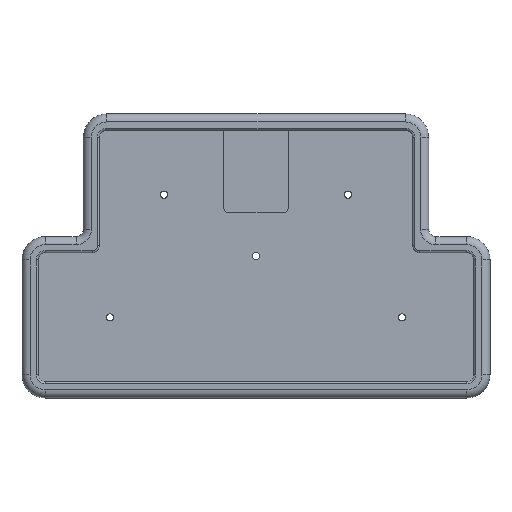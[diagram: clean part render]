
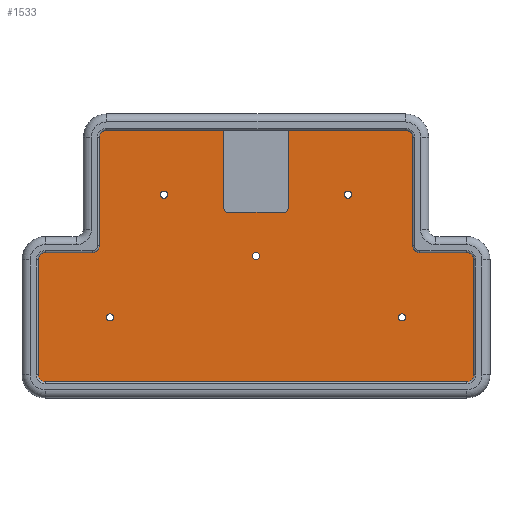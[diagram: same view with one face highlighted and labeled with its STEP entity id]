
A CAD part, top view. The second image highlights one B-rep face of the part: STEP entity #1533.
In plain terms, the highlighted planar face has unit normal (0, 0, 1).
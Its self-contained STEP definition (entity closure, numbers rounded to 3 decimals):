
#748=CARTESIAN_POINT('',(46.375,39.098,3.));
#749=VERTEX_POINT('',#748);
#766=CARTESIAN_POINT('',(-46.376,39.098,3.));
#767=VERTEX_POINT('',#766);
#774=CARTESIAN_POINT('',(-10.001,39.098,3.));
#775=VERTEX_POINT('',#774);
#776=CARTESIAN_POINT('',(-46.376,39.098,3.));
#777=DIRECTION('',(1.,0.,-0.));
#778=VECTOR('',#777,36.376);
#779=LINE('',#776,#778);
#780=EDGE_CURVE('',#767,#775,#779,.T.);
#798=CARTESIAN_POINT('',(9.999,39.098,3.));
#799=VERTEX_POINT('',#798);
#806=CARTESIAN_POINT('',(9.999,39.098,3.));
#807=DIRECTION('',(1.,0.,-0.));
#808=VECTOR('',#807,36.376);
#809=LINE('',#806,#808);
#810=EDGE_CURVE('',#799,#749,#809,.T.);
#820=CARTESIAN_POINT('',(65.425,0.998,3.));
#821=VERTEX_POINT('',#820);
#838=CARTESIAN_POINT('',(50.875,0.999,3.));
#839=VERTEX_POINT('',#838);
#846=CARTESIAN_POINT('',(65.425,0.998,3.));
#847=DIRECTION('',(-1.,0.,0.));
#848=VECTOR('',#847,14.55);
#849=LINE('',#846,#848);
#850=EDGE_CURVE('',#821,#839,#849,.T.);
#860=CARTESIAN_POINT('',(-50.876,0.999,3.));
#861=VERTEX_POINT('',#860);
#878=CARTESIAN_POINT('',(-65.425,0.998,3.));
#879=VERTEX_POINT('',#878);
#886=CARTESIAN_POINT('',(-65.425,0.998,3.));
#887=DIRECTION('',(1.,0.,0.));
#888=VECTOR('',#887,14.549);
#889=LINE('',#886,#888);
#890=EDGE_CURVE('',#879,#861,#889,.T.);
#900=CARTESIAN_POINT('',(48.625,3.249,3.));
#901=VERTEX_POINT('',#900);
#918=CARTESIAN_POINT('',(48.625,36.848,3.));
#919=VERTEX_POINT('',#918);
#926=CARTESIAN_POINT('',(48.625,3.249,3.));
#927=DIRECTION('',(0.,1.,0.));
#928=VECTOR('',#927,33.599);
#929=LINE('',#926,#928);
#930=EDGE_CURVE('',#901,#919,#929,.T.);
#940=CARTESIAN_POINT('',(-48.626,36.848,3.));
#941=VERTEX_POINT('',#940);
#958=CARTESIAN_POINT('',(-48.626,3.249,3.));
#959=VERTEX_POINT('',#958);
#966=CARTESIAN_POINT('',(-48.626,3.249,3.));
#967=DIRECTION('',(0.,1.,0.));
#968=VECTOR('',#967,33.599);
#969=LINE('',#966,#968);
#970=EDGE_CURVE('',#959,#941,#969,.T.);
#982=CARTESIAN_POINT('',(67.675,-1.252,3.));
#983=VERTEX_POINT('',#982);
#998=CARTESIAN_POINT('',(65.425,-1.252,3.));
#999=DIRECTION('',(0.,0.,1.));
#1000=DIRECTION('',(1.,0.,-0.));
#1001=AXIS2_PLACEMENT_3D('',#998,#999,#1000);
#1002=CIRCLE('',#1001,2.25);
#1003=EDGE_CURVE('',#983,#821,#1002,.T.);
#1022=CARTESIAN_POINT('',(-46.376,36.848,3.));
#1023=DIRECTION('',(0.,0.,1.));
#1024=DIRECTION('',(1.,0.,-0.));
#1025=AXIS2_PLACEMENT_3D('',#1022,#1023,#1024);
#1026=CIRCLE('',#1025,2.25);
#1027=EDGE_CURVE('',#767,#941,#1026,.T.);
#1047=CARTESIAN_POINT('',(-67.675,-1.252,3.));
#1048=VERTEX_POINT('',#1047);
#1055=CARTESIAN_POINT('',(-65.425,-1.252,3.));
#1056=DIRECTION('',(0.,0.,1.));
#1057=DIRECTION('',(1.,0.,-0.));
#1058=AXIS2_PLACEMENT_3D('',#1055,#1056,#1057);
#1059=CIRCLE('',#1058,2.25);
#1060=EDGE_CURVE('',#879,#1048,#1059,.T.);
#1079=CARTESIAN_POINT('',(46.375,36.848,3.));
#1080=DIRECTION('',(0.,0.,1.));
#1081=DIRECTION('',(1.,0.,-0.));
#1082=AXIS2_PLACEMENT_3D('',#1079,#1080,#1081);
#1083=CIRCLE('',#1082,2.25);
#1084=EDGE_CURVE('',#919,#749,#1083,.T.);
#1103=CARTESIAN_POINT('',(50.875,3.249,3.));
#1104=DIRECTION('',(-0.,-0.,-1.));
#1105=DIRECTION('',(1.,0.,-0.));
#1106=AXIS2_PLACEMENT_3D('',#1103,#1104,#1105);
#1107=CIRCLE('',#1106,2.25);
#1108=EDGE_CURVE('',#839,#901,#1107,.T.);
#1271=CARTESIAN_POINT('',(-50.876,3.249,3.));
#1272=DIRECTION('',(-0.,-0.,-1.));
#1273=DIRECTION('',(1.,0.,-0.));
#1274=AXIS2_PLACEMENT_3D('',#1271,#1272,#1273);
#1275=CIRCLE('',#1274,2.25);
#1276=EDGE_CURVE('',#959,#861,#1275,.T.);
#1379=CARTESIAN_POINT('',(-66.77,-38.36,3.));
#1380=DIRECTION('',(0.,0.,1.));
#1381=DIRECTION('',(1.,0.,0.));
#1382=AXIS2_PLACEMENT_3D('',#1379,#1380,#1381);
#1383=PLANE('',#1382);
#1384=ORIENTED_EDGE('',*,*,#810,.F.);
#1385=CARTESIAN_POINT('',(9.999,14.848,3.));
#1386=VERTEX_POINT('',#1385);
#1387=CARTESIAN_POINT('',(9.999,39.098,3.));
#1388=DIRECTION('',(0.,-1.,0.));
#1389=VECTOR('',#1388,24.25);
#1390=LINE('',#1387,#1389);
#1391=EDGE_CURVE('',#799,#1386,#1390,.T.);
#1392=ORIENTED_EDGE('',*,*,#1391,.T.);
#1393=CARTESIAN_POINT('',(8.749,13.598,3.));
#1394=VERTEX_POINT('',#1393);
#1395=CARTESIAN_POINT('',(8.749,14.848,3.));
#1396=DIRECTION('',(-0.,-0.,-1.));
#1397=DIRECTION('',(1.,0.,-0.));
#1398=AXIS2_PLACEMENT_3D('',#1395,#1396,#1397);
#1399=CIRCLE('',#1398,1.25);
#1400=EDGE_CURVE('',#1386,#1394,#1399,.T.);
#1401=ORIENTED_EDGE('',*,*,#1400,.T.);
#1402=CARTESIAN_POINT('',(-8.751,13.598,3.));
#1403=VERTEX_POINT('',#1402);
#1404=CARTESIAN_POINT('',(8.749,13.598,3.));
#1405=DIRECTION('',(-1.,0.,0.));
#1406=VECTOR('',#1405,17.5);
#1407=LINE('',#1404,#1406);
#1408=EDGE_CURVE('',#1394,#1403,#1407,.T.);
#1409=ORIENTED_EDGE('',*,*,#1408,.T.);
#1410=CARTESIAN_POINT('',(-10.001,14.848,3.));
#1411=VERTEX_POINT('',#1410);
#1412=CARTESIAN_POINT('',(-8.751,14.848,3.));
#1413=DIRECTION('',(-0.,-0.,-1.));
#1414=DIRECTION('',(1.,0.,-0.));
#1415=AXIS2_PLACEMENT_3D('',#1412,#1413,#1414);
#1416=CIRCLE('',#1415,1.25);
#1417=EDGE_CURVE('',#1403,#1411,#1416,.T.);
#1418=ORIENTED_EDGE('',*,*,#1417,.T.);
#1419=CARTESIAN_POINT('',(-10.001,14.848,3.));
#1420=DIRECTION('',(0.,1.,0.));
#1421=VECTOR('',#1420,24.25);
#1422=LINE('',#1419,#1421);
#1423=EDGE_CURVE('',#1411,#775,#1422,.T.);
#1424=ORIENTED_EDGE('',*,*,#1423,.T.);
#1425=ORIENTED_EDGE('',*,*,#780,.F.);
#1426=ORIENTED_EDGE('',*,*,#1027,.T.);
#1427=ORIENTED_EDGE('',*,*,#970,.F.);
#1428=ORIENTED_EDGE('',*,*,#1276,.T.);
#1429=ORIENTED_EDGE('',*,*,#890,.F.);
#1430=ORIENTED_EDGE('',*,*,#1060,.T.);
#1431=CARTESIAN_POINT('',(-67.675,-36.852,3.));
#1432=VERTEX_POINT('',#1431);
#1433=CARTESIAN_POINT('',(-67.675,-36.852,3.));
#1434=DIRECTION('',(0.,1.,0.));
#1435=VECTOR('',#1434,35.6);
#1436=LINE('',#1433,#1435);
#1437=EDGE_CURVE('',#1432,#1048,#1436,.T.);
#1438=ORIENTED_EDGE('',*,*,#1437,.F.);
#1439=CARTESIAN_POINT('',(-65.425,-39.102,3.));
#1440=VERTEX_POINT('',#1439);
#1441=CARTESIAN_POINT('',(-65.425,-36.852,3.));
#1442=DIRECTION('',(0.,0.,1.));
#1443=DIRECTION('',(1.,0.,-0.));
#1444=AXIS2_PLACEMENT_3D('',#1441,#1442,#1443);
#1445=CIRCLE('',#1444,2.25);
#1446=EDGE_CURVE('',#1432,#1440,#1445,.T.);
#1447=ORIENTED_EDGE('',*,*,#1446,.T.);
#1448=CARTESIAN_POINT('',(65.425,-39.102,3.));
#1449=VERTEX_POINT('',#1448);
#1450=CARTESIAN_POINT('',(65.425,-39.102,3.));
#1451=DIRECTION('',(-1.,0.,0.));
#1452=VECTOR('',#1451,130.85);
#1453=LINE('',#1450,#1452);
#1454=EDGE_CURVE('',#1449,#1440,#1453,.T.);
#1455=ORIENTED_EDGE('',*,*,#1454,.F.);
#1456=CARTESIAN_POINT('',(67.675,-36.852,3.));
#1457=VERTEX_POINT('',#1456);
#1458=CARTESIAN_POINT('',(65.425,-36.852,3.));
#1459=DIRECTION('',(0.,0.,1.));
#1460=DIRECTION('',(1.,0.,-0.));
#1461=AXIS2_PLACEMENT_3D('',#1458,#1459,#1460);
#1462=CIRCLE('',#1461,2.25);
#1463=EDGE_CURVE('',#1449,#1457,#1462,.T.);
#1464=ORIENTED_EDGE('',*,*,#1463,.T.);
#1465=CARTESIAN_POINT('',(67.675,-1.252,3.));
#1466=DIRECTION('',(0.,-1.,0.));
#1467=VECTOR('',#1466,35.6);
#1468=LINE('',#1465,#1467);
#1469=EDGE_CURVE('',#983,#1457,#1468,.T.);
#1470=ORIENTED_EDGE('',*,*,#1469,.F.);
#1471=ORIENTED_EDGE('',*,*,#1003,.T.);
#1472=ORIENTED_EDGE('',*,*,#850,.T.);
#1473=ORIENTED_EDGE('',*,*,#1108,.T.);
#1474=ORIENTED_EDGE('',*,*,#930,.T.);
#1475=ORIENTED_EDGE('',*,*,#1084,.T.);
#1476=EDGE_LOOP('',(#1384,#1392,#1401,#1409,#1418,#1424,#1425,#1426,#1427,#1428,#1429,#1430,#1438,#1447,#1455,#1464,#1470,#1471,#1472,#1473,#1474,#1475));
#1477=FACE_BOUND('',#1476,.T.);
#1478=CARTESIAN_POINT('',(-44.25,-19.05,3.));
#1479=VERTEX_POINT('',#1478);
#1480=CARTESIAN_POINT('',(-45.35,-19.05,3.));
#1481=DIRECTION('',(0.,0.,1.));
#1482=DIRECTION('',(1.,0.,-0.));
#1483=AXIS2_PLACEMENT_3D('',#1480,#1481,#1482);
#1484=CIRCLE('',#1483,1.1);
#1485=EDGE_CURVE('',#1479,#1479,#1484,.T.);
#1486=ORIENTED_EDGE('',*,*,#1485,.F.);
#1487=EDGE_LOOP('',(#1486));
#1488=FACE_BOUND('',#1487,.T.);
#1489=CARTESIAN_POINT('',(-27.475,19.05,3.));
#1490=VERTEX_POINT('',#1489);
#1491=CARTESIAN_POINT('',(-28.575,19.05,3.));
#1492=DIRECTION('',(0.,0.,1.));
#1493=DIRECTION('',(1.,0.,-0.));
#1494=AXIS2_PLACEMENT_3D('',#1491,#1492,#1493);
#1495=CIRCLE('',#1494,1.1);
#1496=EDGE_CURVE('',#1490,#1490,#1495,.T.);
#1497=ORIENTED_EDGE('',*,*,#1496,.F.);
#1498=EDGE_LOOP('',(#1497));
#1499=FACE_BOUND('',#1498,.T.);
#1500=CARTESIAN_POINT('',(1.1,-0.,3.));
#1501=VERTEX_POINT('',#1500);
#1502=CARTESIAN_POINT('',(0.,0.,3.));
#1503=DIRECTION('',(0.,0.,1.));
#1504=DIRECTION('',(1.,0.,-0.));
#1505=AXIS2_PLACEMENT_3D('',#1502,#1503,#1504);
#1506=CIRCLE('',#1505,1.1);
#1507=EDGE_CURVE('',#1501,#1501,#1506,.T.);
#1508=ORIENTED_EDGE('',*,*,#1507,.F.);
#1509=EDGE_LOOP('',(#1508));
#1510=FACE_BOUND('',#1509,.T.);
#1511=CARTESIAN_POINT('',(29.675,19.05,3.));
#1512=VERTEX_POINT('',#1511);
#1513=CARTESIAN_POINT('',(28.575,19.05,3.));
#1514=DIRECTION('',(0.,0.,1.));
#1515=DIRECTION('',(1.,0.,-0.));
#1516=AXIS2_PLACEMENT_3D('',#1513,#1514,#1515);
#1517=CIRCLE('',#1516,1.1);
#1518=EDGE_CURVE('',#1512,#1512,#1517,.T.);
#1519=ORIENTED_EDGE('',*,*,#1518,.F.);
#1520=EDGE_LOOP('',(#1519));
#1521=FACE_BOUND('',#1520,.T.);
#1522=CARTESIAN_POINT('',(46.45,-19.05,3.));
#1523=VERTEX_POINT('',#1522);
#1524=CARTESIAN_POINT('',(45.35,-19.05,3.));
#1525=DIRECTION('',(0.,0.,1.));
#1526=DIRECTION('',(1.,0.,-0.));
#1527=AXIS2_PLACEMENT_3D('',#1524,#1525,#1526);
#1528=CIRCLE('',#1527,1.1);
#1529=EDGE_CURVE('',#1523,#1523,#1528,.T.);
#1530=ORIENTED_EDGE('',*,*,#1529,.F.);
#1531=EDGE_LOOP('',(#1530));
#1532=FACE_BOUND('',#1531,.T.);
#1533=ADVANCED_FACE('',(#1477,#1488,#1499,#1510,#1521,#1532),#1383,.T.);
